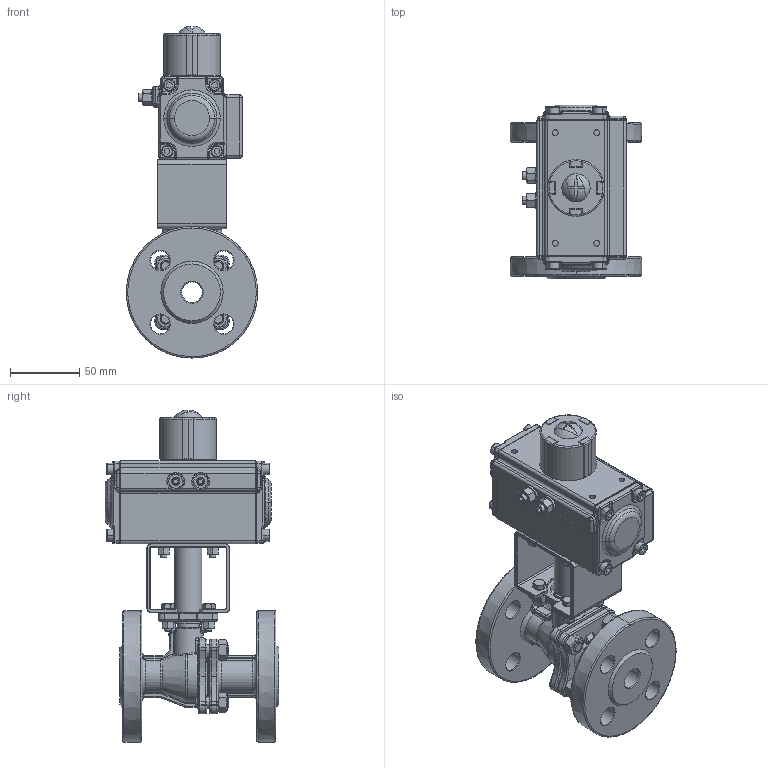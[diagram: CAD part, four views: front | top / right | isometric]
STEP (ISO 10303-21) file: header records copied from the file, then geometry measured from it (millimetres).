
FILE_DESCRIPTION(('HOOPS Exchange Step'),'2;1');
FILE_NAME('PK0500_DN15.stp','2025-04-11T13:58:25+02:00',('nieru'),('Unknown organisation'),'HOOPS Exchange 2024.2','HOOPS Exchange','Unknown authorisation');
FILE_SCHEMA( ('AP203_CONFIGURATION_CONTROLLED_3D_DESIGN_OF_MECHANICAL_PARTS_AND_ASSEMBLIES_MIM_LF') );
Length unit declared in the file: millimetre
Products named in the file (8): 0; root
Assembly tree (7 placements, depth 4):
  root
    0
      0
        0
        0
        0
      0
      0
Bounding box: 95 x 125.5 x 240.15 mm (x, y, z)
Volume: 587422.6 mm3; surface area: 189536.6 mm2
Topology: 57 solids, 57 shells, 2144 faces, 5284 edges, 3227 vertices
Faces by surface type: plane 734, cylinder 637, torus 275, cone 260, bspline 172, sphere 66
Full cylindrical faces by diameter (mm): 4.11 x8, 4.6 x8, 4.922 x1, 5 x1, 6 x4, 8 x16, 10.106 x3, 12.5 x1, 14 x8, 15 x1, 16 x1, 20 x2, 22 x1, 26 x1, 36 x1
Entity records: 94351 total; most frequent: CARTESIAN_POINT 44704, ORIENTED_EDGE 10412, DIRECTION 10152, EDGE_CURVE 5206, AXIS2_PLACEMENT_3D 3979, VERTEX_POINT 3237, EDGE_LOOP 2359, FACE_BOUND 2359
